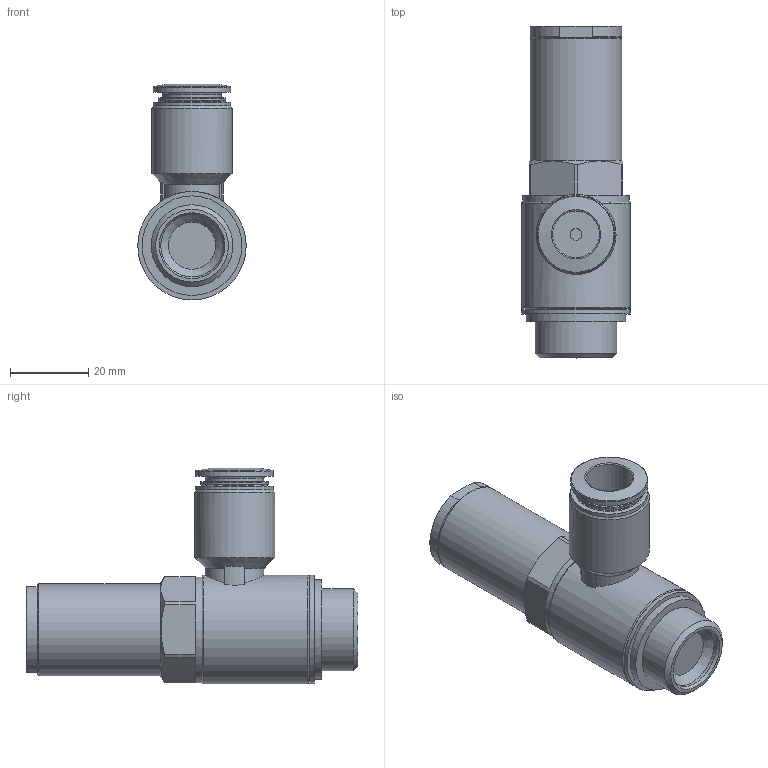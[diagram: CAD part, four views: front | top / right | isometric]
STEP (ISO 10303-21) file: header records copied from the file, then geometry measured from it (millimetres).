
FILE_DESCRIPTION(/* description */ ('STEP AP214'),/* implementation_level */ '2;1');
FILE_NAME(/* name */ '530045_HGL-1_2-QS-12',/* time_stamp */ '2024-08-22T03:42:22+02:00',/* author */ ('License CC BY-ND 4.0'),/* organization */ ('CADENAS'),/* preprocessor_version */ 'ST-DEVELOPER v19.3',/* originating_system */ 'PARTsolutions',/* authorisation */ ' ');
FILE_SCHEMA (('AUTOMOTIVE_DESIGN {1 0 10303 214 3 1 1}'));
Length unit declared in the file: millimetre
Products named in the file (1): 530045 HGL-1/2-QS-12
Bounding box: 27.8 x 85 x 55.3 mm (x, y, z)
Volume: 42151.3 mm3; surface area: 12468.1 mm2
Topology: 1 solids, 1 shells, 78 faces, 170 edges, 105 vertices
Faces by surface type: plane 33, cylinder 21, cone 16, torus 8
Full cylindrical faces by diameter (mm): 3 x1, 12 x1, 14.95 x1, 15 x1, 16 x1, 17.4 x1, 19.8 x2, 20.5 x1, 20.955 x1, 23.5 x1, 25.5 x1, 27.2 x1, 27.8 x2
Entity records: 2559 total; most frequent: CARTESIAN_POINT 419, DIRECTION 340, ORIENTED_EDGE 268, AXIS2_PLACEMENT_3D 153, EDGE_CURVE 134, EDGE_LOOP 122, FACE_BOUND 122, VERTEX_POINT 102
